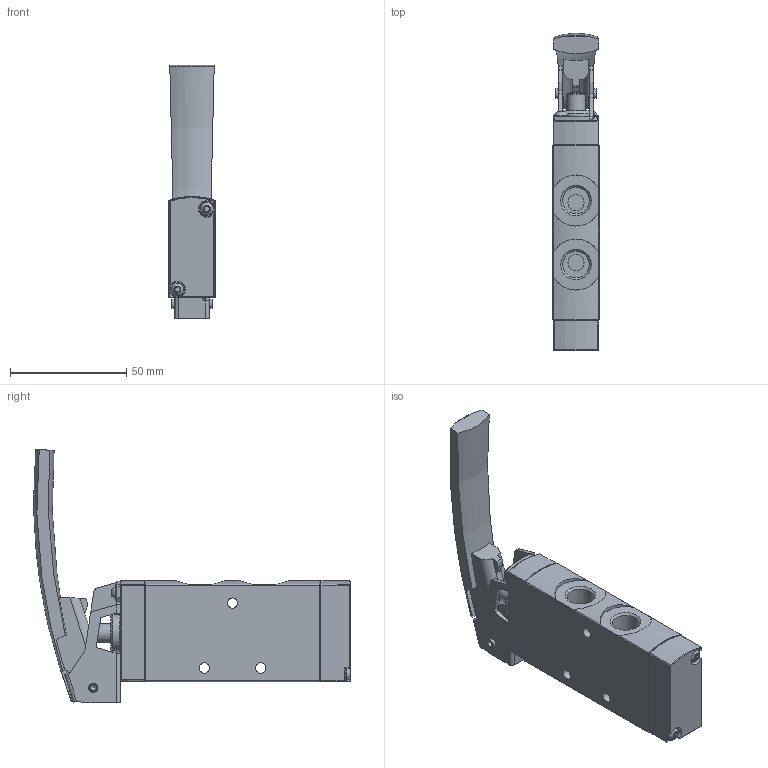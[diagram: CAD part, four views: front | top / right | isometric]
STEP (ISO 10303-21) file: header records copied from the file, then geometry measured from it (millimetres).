
FILE_DESCRIPTION(/* description */ ('STEP AP214'),/* implementation_level */ '2;1');
FILE_NAME(/* name */ '4500004_VHEF-L-M52-E-G14',/* time_stamp */ '2024-09-16T13:42:29+02:00',/* author */ ('License CC BY-ND 4.0'),/* organization */ ('CADENAS'),/* preprocessor_version */ 'ST-DEVELOPER v19.3',/* originating_system */ 'PARTsolutions',/* authorisation */ ' ');
FILE_SCHEMA (('PROCESS_PLANNING_SCHEMA','AUTOMOTIVE_DESIGN {1 0 10303 214 3 1 1}'));
Length unit declared in the file: millimetre
Products named in the file (6): 4500004 VHEF-L-M52-E-G14---(1); 3344895 VXEF-X-M52-E-G14_valve---(12); 3435293 VMEF_cover---(12); 4499999 VHEF---(part2); 4499999 VHEF---(part1); 3394270 VAOM-R4---(schrauben)
Assembly tree (6 placements, depth 2):
  4500004 VHEF-L-M52-E-G14---(1)
    3344895 VXEF-X-M52-E-G14_valve---(12)
    3435293 VMEF_cover---(12)
    4499999 VHEF---(part2)
    4499999 VHEF---(part1)
    3394270 VAOM-R4---(schrauben)  x2
Bounding box: 20 x 136.54 x 109.31 mm (x, y, z)
Volume: 92676.1 mm3; surface area: 32276.4 mm2
Topology: 6 solids, 6 shells, 428 faces, 1110 edges, 727 vertices
Faces by surface type: cylinder 192, plane 181, cone 34, torus 18, sphere 3
Full cylindrical faces by diameter (mm): 2.459 x4, 2.5 x2, 3 x2, 3.1 x1, 4 x3, 4.1 x1, 4.134 x1, 4.2 x1, 4.4 x3, 5.93 x1, 6.8 x4, 7 x4, 8 x1, 9 x1, 10 x2, 11.445 x5
Entity records: 13889 total; most frequent: CARTESIAN_POINT 2310, DIRECTION 2132, ORIENTED_EDGE 1938, EDGE_CURVE 969, AXIS2_PLACEMENT_3D 819, VERTEX_POINT 681, FACE_BOUND 534, EDGE_LOOP 528
